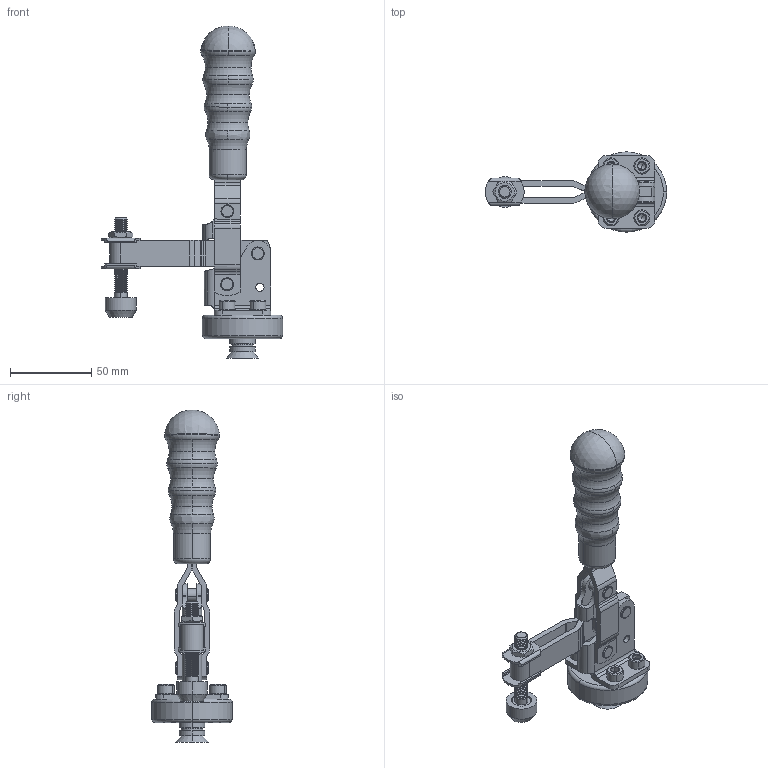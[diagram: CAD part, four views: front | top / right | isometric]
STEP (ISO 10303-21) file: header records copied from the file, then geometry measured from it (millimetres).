
FILE_DESCRIPTION(('STEP AP214'),'1');
FILE_NAME('160705.STP','2011-09-08T13:36:53',(' '),(' '),'Spatial InterOp 3D',' ',' ');
FILE_SCHEMA(('automotive_design'));
Length unit declared in the file: millimetre
Products named in the file (25): Kegelstumpf; Zylinder; Assem4|Assem3#Assem3|230001#230001;230001; Assem4|Assem3#Assem3|Pouzdro-6x12#Pouzdro-6x12;Pouzdro-6x12; Assem4|Assem2#Assem2|230002#230002;230002; Assem4|Assem2#Assem2|Pouzdro-6x6#Pouzdro-6x6;Pouzdro-6x6; Assem4|Assem1#Assem1|230004#230004;230004; Assem4|Assem1#Assem1|Pouzdro-6x12#Pouzdro-6x12;Pouzdro-6x12; Assem4|230003#230003;230003; Assem4|Nyt-6x14#Nyt-6x14;Nyt-6x14; Assem4|Nyt-6x20#Nyt-6x20;Nyt-6x20; Assem4|Rukojet#Rukojet;Rukojet; Assem4|M8x50#M8x50;M8x50; Assem4|Podlozka-M8#Podlozka-M8;Podlozka-M8; Assem4|M8#M8;M8; Zylinderschraube ISO 4762 M6x16
Bounding box: 111.81 x 49.5 x 204.81 mm (x, y, z)
Volume: 119036.8 mm3; surface area: 61879.1 mm2
Topology: 25 solids, 25 shells, 1004 faces, 2484 edges, 1549 vertices
Faces by surface type: cylinder 306, cone 274, plane 212, torus 208, bspline 2, sphere 2
Entity records: 39216 total; most frequent: DIRECTION 5898, CARTESIAN_POINT 5673, ORIENTED_EDGE 4952, AXIS2_PLACEMENT_3D 2476, EDGE_CURVE 2476, VERTEX_POINT 1549, CIRCLE 1445, EDGE_LOOP 1101
